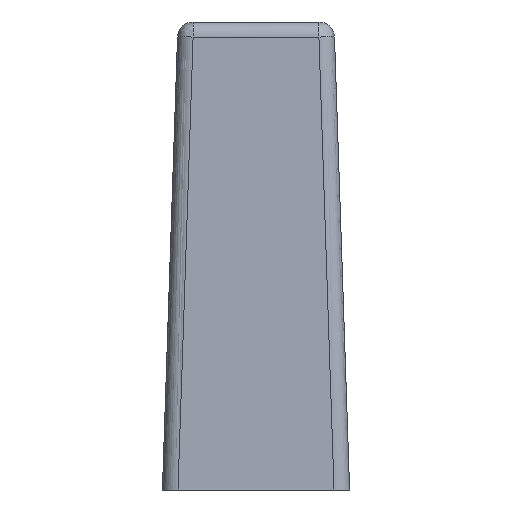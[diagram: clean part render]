
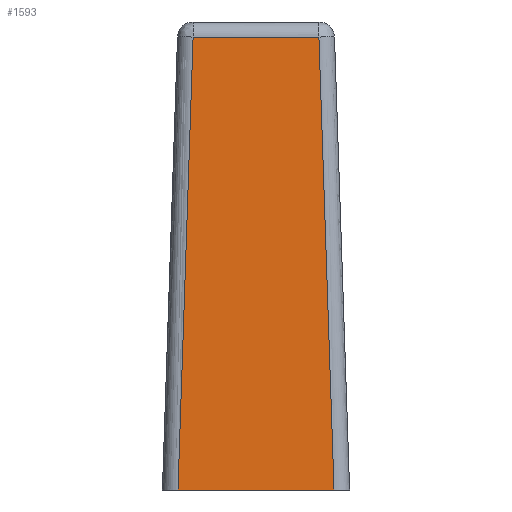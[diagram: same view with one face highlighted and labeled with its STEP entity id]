
A CAD part, left-side view. The second image highlights one B-rep face of the part: STEP entity #1593.
In plain terms, the highlighted free-form (B-spline) face has degree [1, 1] with [2, 2] control points.
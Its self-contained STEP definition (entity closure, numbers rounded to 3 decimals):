
#822=CARTESIAN_POINT('',(-35.0,-5.001,0.0));
#823=VERTEX_POINT('',#822);
#844=CARTESIAN_POINT('',(-34.032,-4.033,29.033));
#845=VERTEX_POINT('',#844);
#859=CARTESIAN_POINT('',(-35.0,-5.001,0.0));
#860=CARTESIAN_POINT('',(-34.032,-4.033,29.033));
#861=QUASI_UNIFORM_CURVE('',1,(#859,#860),.UNSPECIFIED.,.F.,.U.);
#862=EDGE_CURVE('',#823,#845,#861,.T.);
#1255=CARTESIAN_POINT('',(-34.032,4.033,29.033));
#1256=VERTEX_POINT('',#1255);
#1301=CARTESIAN_POINT('',(-35.0,5.001,0.0));
#1302=VERTEX_POINT('',#1301);
#1318=CARTESIAN_POINT('',(-34.032,4.033,29.033));
#1319=CARTESIAN_POINT('',(-35.0,5.001,0.0));
#1320=QUASI_UNIFORM_CURVE('',1,(#1318,#1319),.UNSPECIFIED.,.F.,.U.);
#1321=EDGE_CURVE('',#1256,#1302,#1320,.T.);
#1346=CARTESIAN_POINT('',(-34.032,-4.033,29.033));
#1347=CARTESIAN_POINT('',(-34.032,4.033,29.033));
#1348=QUASI_UNIFORM_CURVE('',1,(#1346,#1347),.UNSPECIFIED.,.F.,.U.);
#1349=EDGE_CURVE('',#845,#1256,#1348,.T.);
#1463=CARTESIAN_POINT('',(-35.0,5.001,0.0));
#1464=CARTESIAN_POINT('',(-35.0,-5.001,0.0));
#1465=QUASI_UNIFORM_CURVE('',1,(#1463,#1464),.UNSPECIFIED.,.F.,.U.);
#1466=EDGE_CURVE('',#1302,#823,#1465,.T.);
#1582=CARTESIAN_POINT('',(-33.984,-5.5,30.484));
#1583=CARTESIAN_POINT('',(-35.048,-5.5,-1.45));
#1584=CARTESIAN_POINT('',(-33.984,5.5,30.484));
#1585=CARTESIAN_POINT('',(-35.048,5.5,-1.45));
#1586=B_SPLINE_SURFACE_WITH_KNOTS('',1,1,((#1582,#1584),(#1583,#1585)),.UNSPECIFIED.,.F.,.F.,.U.,(2,2),(2,2),(0.0,31.951),(0.0,11.),.UNSPECIFIED.);
#1587=ORIENTED_EDGE('',*,*,#1466,.T.);
#1588=ORIENTED_EDGE('',*,*,#862,.T.);
#1589=ORIENTED_EDGE('',*,*,#1349,.T.);
#1590=ORIENTED_EDGE('',*,*,#1321,.T.);
#1591=EDGE_LOOP('',(#1587,#1588,#1589,#1590));
#1592=FACE_OUTER_BOUND('',#1591,.T.);
#1593=ADVANCED_FACE('',(#1592),#1586,.F.);
